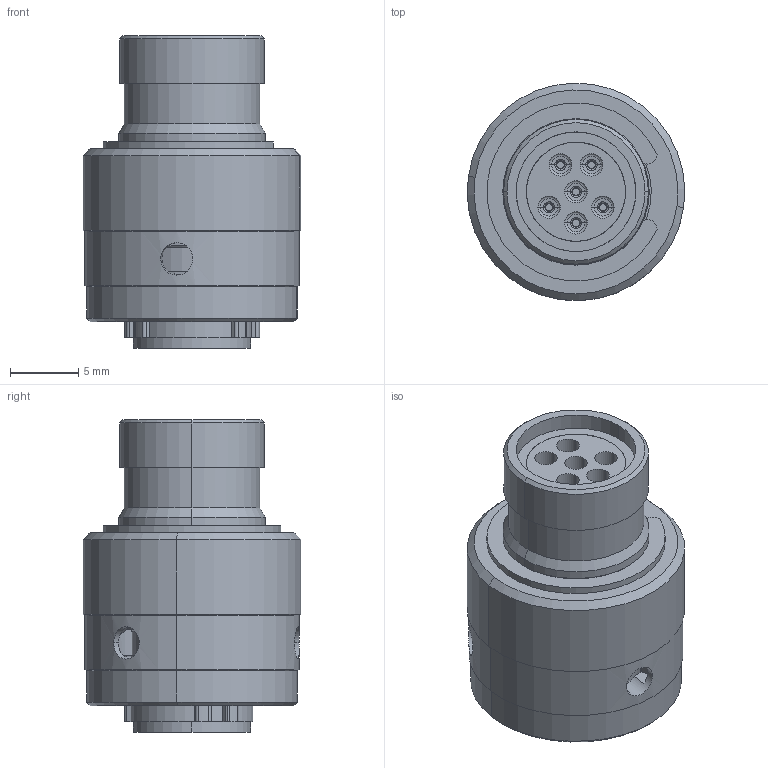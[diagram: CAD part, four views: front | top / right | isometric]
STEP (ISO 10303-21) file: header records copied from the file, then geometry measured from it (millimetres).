
FILE_DESCRIPTION (( 'STEP AP214' ), '1' );
FILE_NAME ('AS607-35SB.STEP', '2020-01-13T11:17:04', ( 'TE Connectivity' ), ( 'TE Connectivity' ), 'SwSTEP 2.0', 'SolidWorks 2016', '' );
FILE_SCHEMA (( 'AUTOMOTIVE_DESIGN' ));
Length unit declared in the file: millimetre
Products named in the file (1): AS607-35SB
Bounding box: 15.99 x 15.99 x 23 mm (x, y, z)
Volume: 2965.5 mm3; surface area: 5603.5 mm2
Topology: 8 solids, 8 shells, 774 faces, 1811 edges, 1110 vertices
Faces by surface type: cylinder 300, plane 170, torus 160, cone 132, bspline 12
Entity records: 35533 total; most frequent: CARTESIAN_POINT 8765, DIRECTION 4123, ORIENTED_EDGE 3622, EDGE_CURVE 1811, AXIS2_PLACEMENT_3D 1781, VERTEX_POINT 1110, CIRCLE 1018, EDGE_LOOP 879
